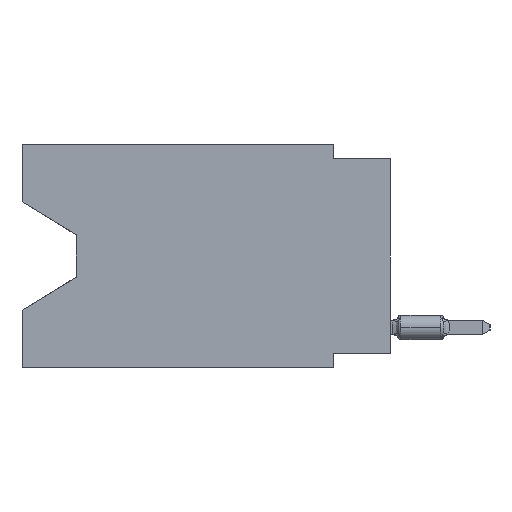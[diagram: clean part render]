
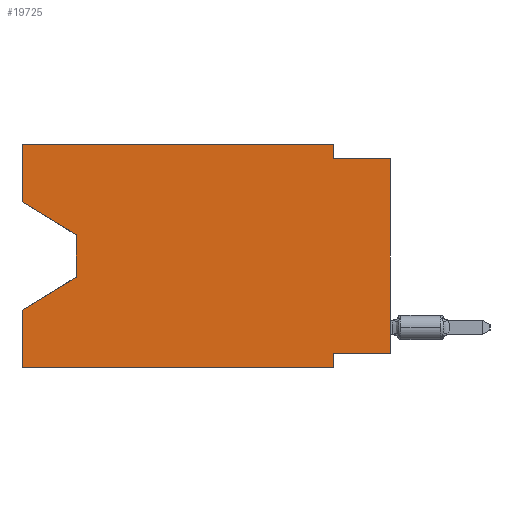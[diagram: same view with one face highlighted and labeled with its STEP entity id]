
A CAD part, left-side view. The second image highlights one B-rep face of the part: STEP entity #19725.
In plain terms, the highlighted planar face has unit normal (-1, 0, 0).
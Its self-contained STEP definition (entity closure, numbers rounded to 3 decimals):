
#43 = CARTESIAN_POINT ( 'NONE',  ( 0., 16.383, -9.906 ) ) ;
#390 = VECTOR ( 'NONE', #13305, 1000. ) ;
#756 = DIRECTION ( 'NONE',  ( 0., -1., 0. ) ) ;
#847 = CARTESIAN_POINT ( 'NONE',  ( 0., 16.383, 0. ) ) ;
#909 = CARTESIAN_POINT ( 'NONE',  ( 0., 2.54, 0. ) ) ;
#999 = CARTESIAN_POINT ( 'NONE',  ( 0., 16.383, 0. ) ) ;
#1265 = LINE ( 'NONE', #15744, #3276 ) ;
#1420 = VERTEX_POINT ( 'NONE', #24835 ) ;
#1851 = VERTEX_POINT ( 'NONE', #999 ) ;
#2392 = LINE ( 'NONE', #16726, #16737 ) ;
#2810 = LINE ( 'NONE', #17145, #13297 ) ;
#3276 = VECTOR ( 'NONE', #3434, 1000. ) ;
#3293 = DIRECTION ( 'NONE',  ( 0., -0.855, -0.519 ) ) ;
#3365 = FACE_OUTER_BOUND ( 'NONE', #4890, .T. ) ;
#3434 = DIRECTION ( 'NONE',  ( 0., 0., -1. ) ) ;
#3523 = VECTOR ( 'NONE', #21240, 1000. ) ;
#3788 = CARTESIAN_POINT ( 'NONE',  ( 0., 16.383, 0. ) ) ;
#3844 = EDGE_CURVE ( 'NONE', #1851, #8065, #9347, .T. ) ;
#3920 = CARTESIAN_POINT ( 'NONE',  ( 0., 2.54, -9.906 ) ) ;
#4707 = ORIENTED_EDGE ( 'NONE', *, *, #24680, .T. ) ;
#4824 = LINE ( 'NONE', #15390, #12047 ) ;
#4890 = EDGE_LOOP ( 'NONE', ( #4707, #23867, #18601, #15143, #8751, #23253, #17496, #16402, #16127, #19289, #25499, #19980 ) ) ;
#5680 = LINE ( 'NONE', #3788, #5985 ) ;
#5784 = CARTESIAN_POINT ( 'NONE',  ( 0., 0., -0.635 ) ) ;
#5985 = VECTOR ( 'NONE', #18004, 1000. ) ;
#6416 = CARTESIAN_POINT ( 'NONE',  ( 0., 16.383, -7.36 ) ) ;
#6480 = DIRECTION ( 'NONE',  ( 0., -1., 0. ) ) ;
#6500 = EDGE_CURVE ( 'NONE', #8815, #9052, #25598, .T. ) ;
#6851 = CARTESIAN_POINT ( 'NONE',  ( 0., 16.383, 0. ) ) ;
#6924 = EDGE_CURVE ( 'NONE', #8815, #16967, #2810, .T. ) ;
#6969 = DIRECTION ( 'NONE',  ( 0., 1., 0. ) ) ;
#7038 = LINE ( 'NONE', #847, #3523 ) ;
#7258 = EDGE_CURVE ( 'NONE', #22444, #24181, #23252, .T. ) ;
#7259 = CARTESIAN_POINT ( 'NONE',  ( 0., 0., 0. ) ) ;
#8065 = VERTEX_POINT ( 'NONE', #909 ) ;
#8227 = CARTESIAN_POINT ( 'NONE',  ( 0., 16.383, -9.906 ) ) ;
#8751 = ORIENTED_EDGE ( 'NONE', *, *, #11769, .T. ) ;
#8815 = VERTEX_POINT ( 'NONE', #13143 ) ;
#8822 = DIRECTION ( 'NONE',  ( 0., -1., 0. ) ) ;
#9010 = DIRECTION ( 'NONE',  ( 0., 0., 1. ) ) ;
#9052 = VERTEX_POINT ( 'NONE', #5784 ) ;
#9347 = LINE ( 'NONE', #14837, #12093 ) ;
#9952 = VECTOR ( 'NONE', #3293, 1000. ) ;
#10682 = VERTEX_POINT ( 'NONE', #10953 ) ;
#10936 = CARTESIAN_POINT ( 'NONE',  ( 0., 2.54, -9.271 ) ) ;
#10953 = CARTESIAN_POINT ( 'NONE',  ( 0., 2.54, -0.635 ) ) ;
#11437 = LINE ( 'NONE', #23484, #390 ) ;
#11537 = PLANE ( 'NONE',  #12056 ) ;
#11769 = EDGE_CURVE ( 'NONE', #23182, #23682, #18418, .T. ) ;
#12047 = VECTOR ( 'NONE', #17536, 1000. ) ;
#12056 = AXIS2_PLACEMENT_3D ( 'NONE', #6851, #15024, #25873 ) ;
#12093 = VECTOR ( 'NONE', #8822, 1000. ) ;
#13143 = CARTESIAN_POINT ( 'NONE',  ( 0., 0., -9.271 ) ) ;
#13297 = VECTOR ( 'NONE', #6969, 1000. ) ;
#13305 = DIRECTION ( 'NONE',  ( 0., 0., -1. ) ) ;
#13338 = LINE ( 'NONE', #13477, #9952 ) ;
#13477 = CARTESIAN_POINT ( 'NONE',  ( 0., 16.383, -2.546 ) ) ;
#13736 = VECTOR ( 'NONE', #9010, 1000. ) ;
#14381 = CARTESIAN_POINT ( 'NONE',  ( 0., 13.97, -4.013 ) ) ;
#14837 = CARTESIAN_POINT ( 'NONE',  ( 0., 16.383, 0. ) ) ;
#15024 = DIRECTION ( 'NONE',  ( 1., 0., 0. ) ) ;
#15143 = ORIENTED_EDGE ( 'NONE', *, *, #22088, .F. ) ;
#15293 = CARTESIAN_POINT ( 'NONE',  ( 0., 13.97, -5.893 ) ) ;
#15390 = CARTESIAN_POINT ( 'NONE',  ( 0., 13.97, -4.013 ) ) ;
#15744 = CARTESIAN_POINT ( 'NONE',  ( 0., 2.54, -9.906 ) ) ;
#16127 = ORIENTED_EDGE ( 'NONE', *, *, #24093, .F. ) ;
#16402 = ORIENTED_EDGE ( 'NONE', *, *, #6500, .T. ) ;
#16726 = CARTESIAN_POINT ( 'NONE',  ( 0., 0., -0.635 ) ) ;
#16737 = VECTOR ( 'NONE', #756, 1000. ) ;
#16967 = VERTEX_POINT ( 'NONE', #10936 ) ;
#17145 = CARTESIAN_POINT ( 'NONE',  ( 0., 0., -9.271 ) ) ;
#17351 = CARTESIAN_POINT ( 'NONE',  ( 0., 13.97, -5.893 ) ) ;
#17442 = EDGE_CURVE ( 'NONE', #8065, #10682, #11437, .T. ) ;
#17495 = EDGE_CURVE ( 'NONE', #1420, #1851, #5680, .T. ) ;
#17496 = ORIENTED_EDGE ( 'NONE', *, *, #6924, .F. ) ;
#17536 = DIRECTION ( 'NONE',  ( 0., 0., -1. ) ) ;
#18004 = DIRECTION ( 'NONE',  ( 0., 0., 1. ) ) ;
#18418 = LINE ( 'NONE', #43, #23881 ) ;
#18601 = ORIENTED_EDGE ( 'NONE', *, *, #7258, .T. ) ;
#18998 = VERTEX_POINT ( 'NONE', #14381 ) ;
#19289 = ORIENTED_EDGE ( 'NONE', *, *, #17442, .F. ) ;
#19725 = ADVANCED_FACE ( 'NONE', ( #3365 ), #11537, .F. ) ;
#19980 = ORIENTED_EDGE ( 'NONE', *, *, #17495, .F. ) ;
#21240 = DIRECTION ( 'NONE',  ( 0., 0., 1. ) ) ;
#21241 = EDGE_CURVE ( 'NONE', #18998, #22444, #4824, .T. ) ;
#21449 = VECTOR ( 'NONE', #25510, 1000. ) ;
#22088 = EDGE_CURVE ( 'NONE', #23182, #24181, #7038, .T. ) ;
#22444 = VERTEX_POINT ( 'NONE', #15293 ) ;
#23182 = VERTEX_POINT ( 'NONE', #8227 ) ;
#23252 = LINE ( 'NONE', #17351, #21449 ) ;
#23253 = ORIENTED_EDGE ( 'NONE', *, *, #25901, .F. ) ;
#23484 = CARTESIAN_POINT ( 'NONE',  ( 0., 2.54, 0. ) ) ;
#23682 = VERTEX_POINT ( 'NONE', #3920 ) ;
#23867 = ORIENTED_EDGE ( 'NONE', *, *, #21241, .T. ) ;
#23881 = VECTOR ( 'NONE', #6480, 1000. ) ;
#24093 = EDGE_CURVE ( 'NONE', #10682, #9052, #2392, .T. ) ;
#24181 = VERTEX_POINT ( 'NONE', #6416 ) ;
#24680 = EDGE_CURVE ( 'NONE', #1420, #18998, #13338, .T. ) ;
#24835 = CARTESIAN_POINT ( 'NONE',  ( 0., 16.383, -2.546 ) ) ;
#25499 = ORIENTED_EDGE ( 'NONE', *, *, #3844, .F. ) ;
#25510 = DIRECTION ( 'NONE',  ( 0., 0.855, -0.519 ) ) ;
#25598 = LINE ( 'NONE', #7259, #13736 ) ;
#25873 = DIRECTION ( 'NONE',  ( 0., 0., -1. ) ) ;
#25901 = EDGE_CURVE ( 'NONE', #16967, #23682, #1265, .T. ) ;
